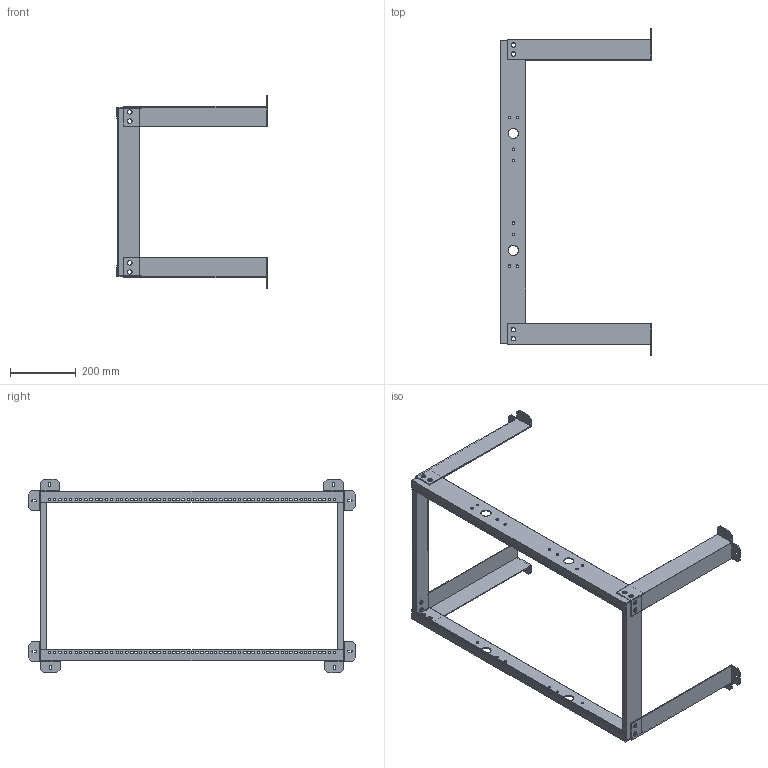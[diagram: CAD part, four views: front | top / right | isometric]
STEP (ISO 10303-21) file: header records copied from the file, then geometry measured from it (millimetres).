
FILE_DESCRIPTION (( 'STEP AP214' ), '1' );
FILE_NAME ('RP00016-20.STEP', '2018-11-27T18:06:59', ( '' ), ( '' ), 'SwSTEP 2.0', 'SolidWorks 2017', '' );
FILE_SCHEMA (( 'AUTOMOTIVE_DESIGN' ));
Length unit declared in the file: inch
Products named in the file (9): RP00016-20; RP00016-20_3; RP00016-20_1; RP00016-20_2
Assembly tree (8 placements, depth 2):
  RP00016-20
    RP00016-20_1
    RP00016-20_2
    RP00016-20_1
    RP00016-20_2
    RP00016-20_3
    RP00016-20_3
    RP00016-20_3
    RP00016-20_3
Bounding box: 457 x 994.89 x 589.89 mm (x, y, z)
Volume: 1444245.1 mm3; surface area: 1013300.4 mm2
Topology: 8 solids, 8 shells, 484 faces, 1404 edges, 936 vertices
Faces by surface type: cylinder 364, plane 120
Entity records: 17480 total; most frequent: DIRECTION 3122, CARTESIAN_POINT 2835, ORIENTED_EDGE 2808, EDGE_CURVE 1404, AXIS2_PLACEMENT_3D 1223, VERTEX_POINT 936, EDGE_LOOP 844, CIRCLE 728
